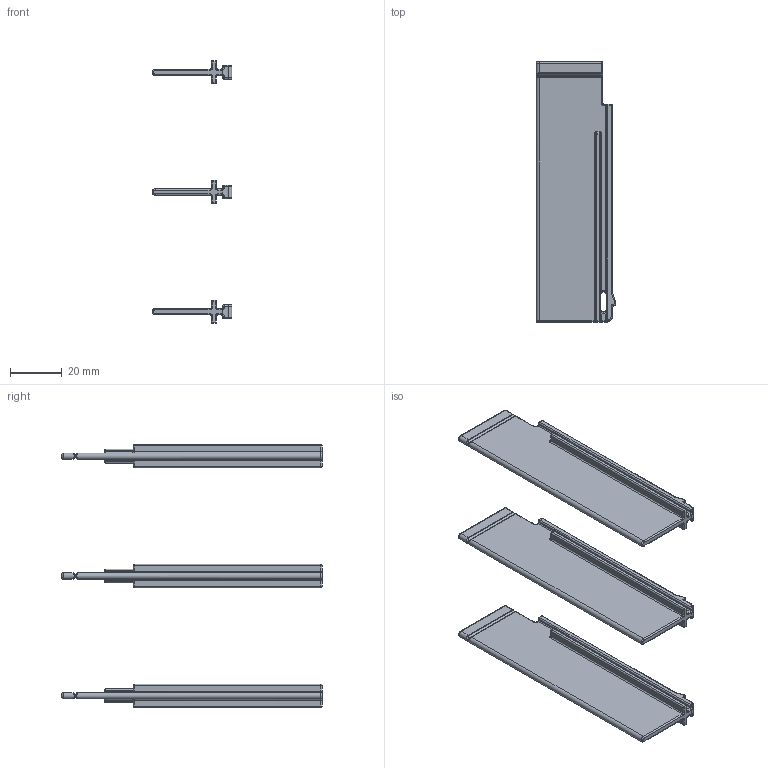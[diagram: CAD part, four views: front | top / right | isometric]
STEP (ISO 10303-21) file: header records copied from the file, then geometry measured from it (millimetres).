
FILE_DESCRIPTION((''),'2;1');
FILE_NAME('1SDH002065A1180_IGES','2019-05-17T',('ITSTCAR1'),(''),'CREO PARAMETRIC BY PTC INC, 2016050','CREO PARAMETRIC BY PTC INC, 2016050','');
FILE_SCHEMA(('AUTOMOTIVE_DESIGN { 1 0 10303 214 1 1 1 1 }'));
Length unit declared in the file: millimetre
Products named in the file (1): 1SDH002065A1180_IGES
Bounding box: 31 x 101 x 102 mm (x, y, z)
Volume: 26136 mm3; surface area: 23014.5 mm2
Topology: 3 solids, 3 shells, 498 faces, 1110 edges, 612 vertices
Faces by surface type: cylinder 216, plane 84, torus 78, bspline 60, sphere 60
Entity records: 23015 total; most frequent: CARTESIAN_POINT 8219, DIRECTION 2310, ORIENTED_EDGE 2220, EDGE_CURVE 1110, AXIS2_PLACEMENT_3D 936, VERTEX_POINT 612, EDGE_LOOP 498, FACE_OUTER_BOUND 498
